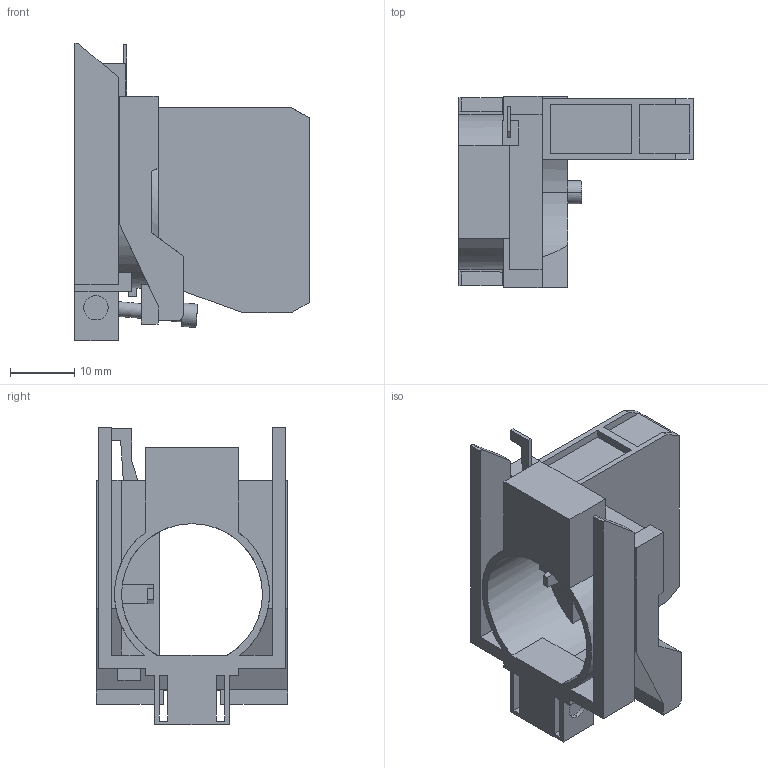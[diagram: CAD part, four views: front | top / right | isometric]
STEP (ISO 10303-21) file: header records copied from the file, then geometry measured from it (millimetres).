
FILE_DESCRIPTION(('starvars output'),'2;1');
FILE_NAME('ZB4BZ1013_3D.stp','10:15:06 2020/03/31',( 'Thomas Industrial Network Germany GmbH'),( 'Thomas Industrial Network Germany GmbH'),'unknown preprocess','ACIS' ,'unknown authorization');
FILE_SCHEMA(('AUTOMOTIVE_DESIGN_CC2 {UNKNOWN IMPLEMENTATION LEVEL}'));
Length unit declared in the file: millimetre
Products named in the file (1): PRODUCT_ID_299
Bounding box: 36.6 x 29.85 x 46.5 mm (x, y, z)
Volume: 13823.4 mm3; surface area: 8447.3 mm2
Topology: 1 solids, 1 shells, 150 faces, 441 edges, 292 vertices
Faces by surface type: plane 128, cylinder 22
Entity records: 5735 total; most frequent: ORIENTED_EDGE 882, CARTESIAN_POINT 769, DIRECTION 626, EDGE_CURVE 441, VECTOR 328, LINE 328, VERTEX_POINT 292, EDGE_LOOP 165
